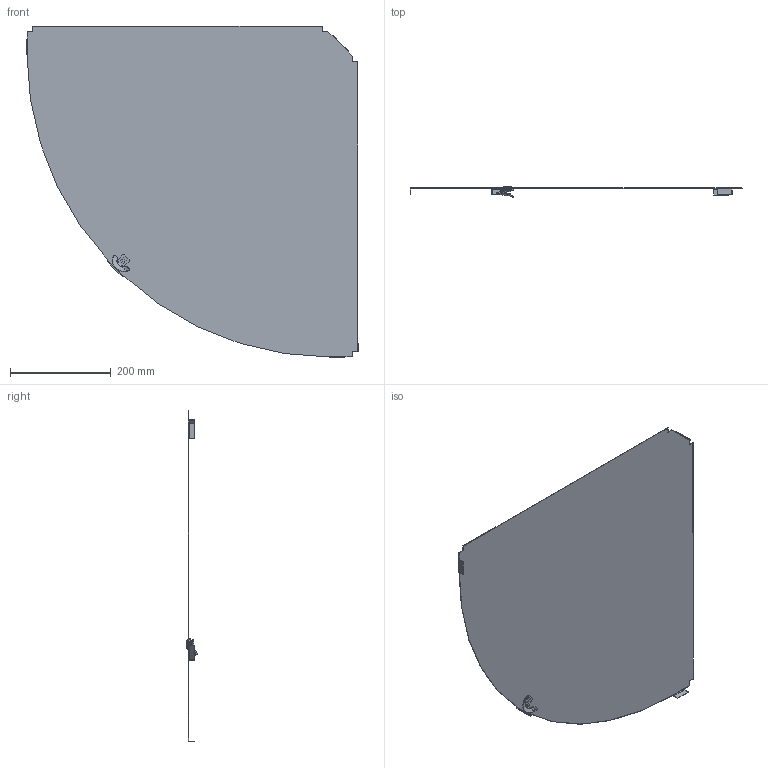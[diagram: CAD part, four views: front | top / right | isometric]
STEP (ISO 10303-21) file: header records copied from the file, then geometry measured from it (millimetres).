
FILE_DESCRIPTION (( 'STEP AP214' ), '1' );
FILE_NAME ('6036912.STEP', '2024-09-12T07:44:53', ( '' ), ( '' ), 'SwSTEP 2.0', 'SolidWorks 2022', '' );
FILE_SCHEMA (( 'AUTOMOTIVE_DESIGN' ));
Length unit declared in the file: millimetre
Products named in the file (4): 183291_NB 600; 099600_Standard; 109905_quadratisch; 6036912
Assembly tree (3 placements, depth 2):
  6036912
    183291_NB 600
    109905_quadratisch
    099600_Standard
Bounding box: 658 x 21.36 x 658 mm (x, y, z)
Volume: 354950.3 mm3; surface area: 709287.1 mm2
Topology: 3 solids, 3 shells, 137 faces, 334 edges, 205 vertices
Faces by surface type: plane 71, bspline 34, cylinder 24, cone 4, torus 4
Entity records: 6200 total; most frequent: CARTESIAN_POINT 2819, ORIENTED_EDGE 668, DIRECTION 518, EDGE_CURVE 334, VERTEX_POINT 205, AXIS2_PLACEMENT_3D 173, LINE 172, VECTOR 172
